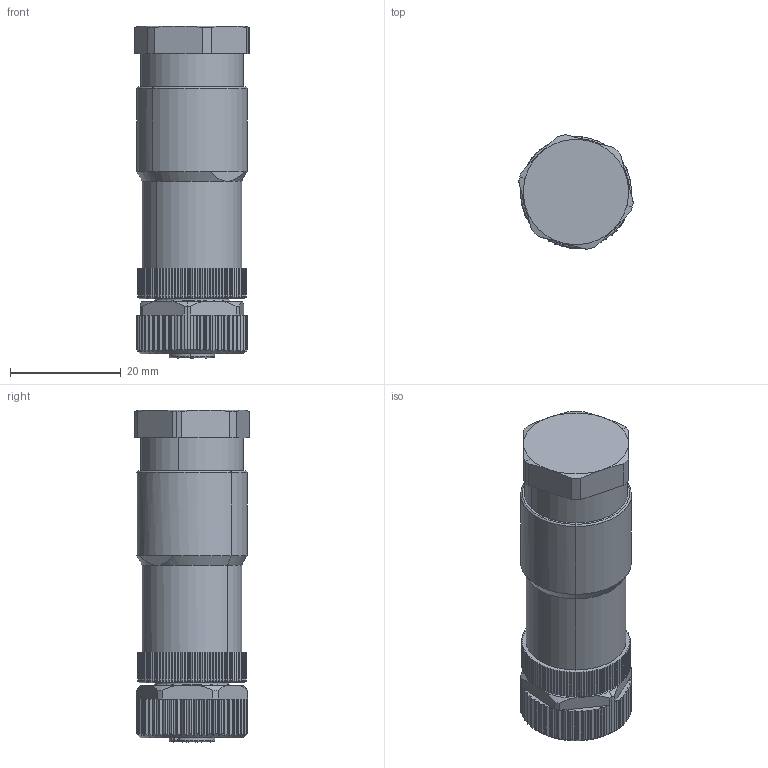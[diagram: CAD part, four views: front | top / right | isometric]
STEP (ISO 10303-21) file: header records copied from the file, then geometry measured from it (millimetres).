
FILE_DESCRIPTION(('CATIA V5 STEP Exchange','CAx-IF Rec.Pracs.--- Model Styling and Organization---1.5--- 2016-08-15','CAx-IF Rec.Pracs.---Supplemental Geometry---1.0---2011-11-01','CAx-IF Rec.Pracs.--- Composite Materials ---1.1---2010-07-15'),'2;1');
FILE_NAME ('012349-2_1', '2025-10-13T10:59:55+00:00', ('none'), ('Weidmueller'), 'CATIA Version 5-6 Release 2024 SP4', 'CATIA V5 STEP AP214 v3', 'none');
FILE_SCHEMA(('AUTOMOTIVE_DESIGN { 1 0 10303 214 1 1 1 1 }'));
Length unit declared in the file: millimetre
Products named in the file (1): 1353750000
Bounding box: 20.67 x 20.67 x 59.9 mm (x, y, z)
Volume: 16637.4 mm3; surface area: 5437.1 mm2
Topology: 1 solids, 1 shells, 727 faces, 2074 edges, 1351 vertices
Faces by surface type: plane 387, cylinder 257, cone 68, torus 12, sphere 3
Entity records: 26095 total; most frequent: CARTESIAN_POINT 8137, ORIENTED_EDGE 4128, DIRECTION 2815, EDGE_CURVE 2064, VERTEX_POINT 1351, AXIS2_PLACEMENT_3D 1063, VECTOR 1028, LINE 1028
